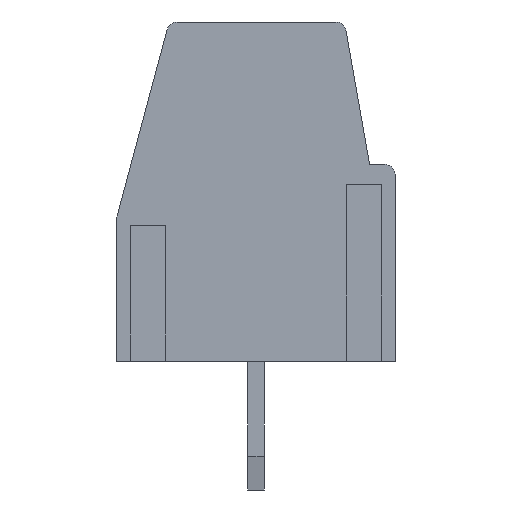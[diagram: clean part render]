
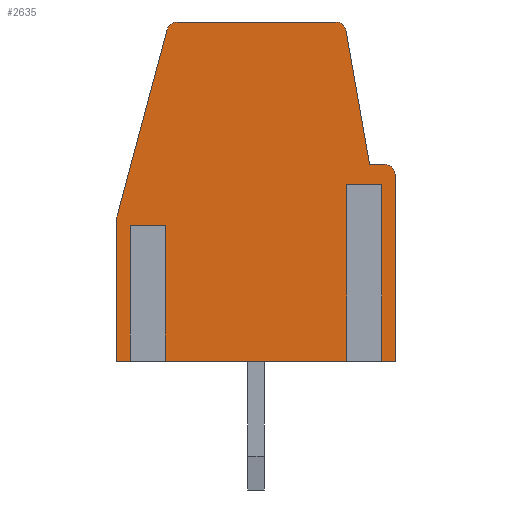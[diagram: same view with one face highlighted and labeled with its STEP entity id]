
A CAD part, left-side view. The second image highlights one B-rep face of the part: STEP entity #2635.
In plain terms, the highlighted planar face has unit normal (-1, 0, 0).
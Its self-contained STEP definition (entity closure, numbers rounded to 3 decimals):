
#1472 = EDGE_CURVE('',#1473,#1475,#1477,.T.);
#1473 = VERTEX_POINT('',#1474);
#1474 = CARTESIAN_POINT('',(-22.859,2.336,10.014));
#1475 = VERTEX_POINT('',#1476);
#1476 = CARTESIAN_POINT('',(-22.859,-2.351,10.014));
#1477 = LINE('',#1478,#1479);
#1478 = CARTESIAN_POINT('',(-22.859,-4.093,10.014));
#1479 = VECTOR('',#1480,1.);
#1480 = DIRECTION('',(0.,-1.,0.));
#2635 = ADVANCED_FACE('',(#2636),#2776,.F.);
#2636 = FACE_BOUND('',#2637,.T.);
#2637 = EDGE_LOOP('',(#2638,#2648,#2656,#2664,#2672,#2680,#2689,#2697,
    #2705,#2712,#2713,#2722,#2730,#2738,#2746,#2754,#2762,#2770));
#2638 = ORIENTED_EDGE('',*,*,#2639,.F.);
#2639 = EDGE_CURVE('',#2640,#2642,#2644,.T.);
#2640 = VERTEX_POINT('',#2641);
#2641 = CARTESIAN_POINT('',(-22.859,-2.881,5.214));
#2642 = VERTEX_POINT('',#2643);
#2643 = CARTESIAN_POINT('',(-22.859,-2.881,0.014));
#2644 = LINE('',#2645,#2646);
#2645 = CARTESIAN_POINT('',(-22.859,-2.881,5.814));
#2646 = VECTOR('',#2647,1.);
#2647 = DIRECTION('',(0.,0.,-1.));
#2648 = ORIENTED_EDGE('',*,*,#2649,.F.);
#2649 = EDGE_CURVE('',#2650,#2640,#2652,.T.);
#2650 = VERTEX_POINT('',#2651);
#2651 = CARTESIAN_POINT('',(-22.859,-3.481,5.214));
#2652 = LINE('',#2653,#2654);
#2653 = CARTESIAN_POINT('',(-22.859,-4.093,5.214));
#2654 = VECTOR('',#2655,1.);
#2655 = DIRECTION('',(0.,1.,0.));
#2656 = ORIENTED_EDGE('',*,*,#2657,.F.);
#2657 = EDGE_CURVE('',#2658,#2650,#2660,.T.);
#2658 = VERTEX_POINT('',#2659);
#2659 = CARTESIAN_POINT('',(-22.859,-3.481,0.014));
#2660 = LINE('',#2661,#2662);
#2661 = CARTESIAN_POINT('',(-22.859,-3.481,5.814));
#2662 = VECTOR('',#2663,1.);
#2663 = DIRECTION('',(0.,0.,1.));
#2664 = ORIENTED_EDGE('',*,*,#2665,.F.);
#2665 = EDGE_CURVE('',#2666,#2658,#2668,.T.);
#2666 = VERTEX_POINT('',#2667);
#2667 = CARTESIAN_POINT('',(-22.859,-4.093,0.014));
#2668 = LINE('',#2669,#2670);
#2669 = CARTESIAN_POINT('',(-22.859,-4.093,0.014));
#2670 = VECTOR('',#2671,1.);
#2671 = DIRECTION('',(0.,1.,0.));
#2672 = ORIENTED_EDGE('',*,*,#2673,.F.);
#2673 = EDGE_CURVE('',#2674,#2666,#2676,.T.);
#2674 = VERTEX_POINT('',#2675);
#2675 = CARTESIAN_POINT('',(-22.859,-4.093,5.514));
#2676 = LINE('',#2677,#2678);
#2677 = CARTESIAN_POINT('',(-22.859,-4.093,5.814));
#2678 = VECTOR('',#2679,1.);
#2679 = DIRECTION('',(0.,0.,-1.));
#2680 = ORIENTED_EDGE('',*,*,#2681,.F.);
#2681 = EDGE_CURVE('',#2682,#2674,#2684,.T.);
#2682 = VERTEX_POINT('',#2683);
#2683 = CARTESIAN_POINT('',(-22.859,-3.793,5.814));
#2684 = CIRCLE('',#2685,0.3);
#2685 = AXIS2_PLACEMENT_3D('',#2686,#2687,#2688);
#2686 = CARTESIAN_POINT('',(-22.859,-3.793,5.514));
#2687 = DIRECTION('',(1.,0.,0.));
#2688 = DIRECTION('',(0.,1.,0.));
#2689 = ORIENTED_EDGE('',*,*,#2690,.F.);
#2690 = EDGE_CURVE('',#2691,#2682,#2693,.T.);
#2691 = VERTEX_POINT('',#2692);
#2692 = CARTESIAN_POINT('',(-22.859,-3.343,5.814));
#2693 = LINE('',#2694,#2695);
#2694 = CARTESIAN_POINT('',(-22.859,-3.343,5.814));
#2695 = VECTOR('',#2696,1.);
#2696 = DIRECTION('',(0.,-1.,0.));
#2697 = ORIENTED_EDGE('',*,*,#2698,.F.);
#2698 = EDGE_CURVE('',#2699,#2691,#2701,.T.);
#2699 = VERTEX_POINT('',#2700);
#2700 = CARTESIAN_POINT('',(-22.859,-2.646,9.766));
#2701 = LINE('',#2702,#2703);
#2702 = CARTESIAN_POINT('',(-22.859,-2.646,9.766));
#2703 = VECTOR('',#2704,1.);
#2704 = DIRECTION('',(0.,-0.174,-0.985));
#2705 = ORIENTED_EDGE('',*,*,#2706,.F.);
#2706 = EDGE_CURVE('',#1475,#2699,#2707,.T.);
#2707 = CIRCLE('',#2708,0.3);
#2708 = AXIS2_PLACEMENT_3D('',#2709,#2710,#2711);
#2709 = CARTESIAN_POINT('',(-22.859,-2.351,9.714));
#2710 = DIRECTION('',(1.,0.,0.));
#2711 = DIRECTION('',(0.,1.,0.));
#2712 = ORIENTED_EDGE('',*,*,#1472,.F.);
#2713 = ORIENTED_EDGE('',*,*,#2714,.F.);
#2714 = EDGE_CURVE('',#2715,#1473,#2717,.T.);
#2715 = VERTEX_POINT('',#2716);
#2716 = CARTESIAN_POINT('',(-22.859,2.626,9.792));
#2717 = CIRCLE('',#2718,0.3);
#2718 = AXIS2_PLACEMENT_3D('',#2719,#2720,#2721);
#2719 = CARTESIAN_POINT('',(-22.859,2.336,9.714));
#2720 = DIRECTION('',(1.,0.,0.));
#2721 = DIRECTION('',(0.,1.,0.));
#2722 = ORIENTED_EDGE('',*,*,#2723,.F.);
#2723 = EDGE_CURVE('',#2724,#2715,#2726,.T.);
#2724 = VERTEX_POINT('',#2725);
#2725 = CARTESIAN_POINT('',(-22.859,4.107,4.264));
#2726 = LINE('',#2727,#2728);
#2727 = CARTESIAN_POINT('',(-22.859,4.107,4.264));
#2728 = VECTOR('',#2729,1.);
#2729 = DIRECTION('',(0.,-0.259,0.966));
#2730 = ORIENTED_EDGE('',*,*,#2731,.F.);
#2731 = EDGE_CURVE('',#2732,#2724,#2734,.T.);
#2732 = VERTEX_POINT('',#2733);
#2733 = CARTESIAN_POINT('',(-22.859,4.107,0.014));
#2734 = LINE('',#2735,#2736);
#2735 = CARTESIAN_POINT('',(-22.859,4.107,0.014));
#2736 = VECTOR('',#2737,1.);
#2737 = DIRECTION('',(0.,0.,1.));
#2738 = ORIENTED_EDGE('',*,*,#2739,.F.);
#2739 = EDGE_CURVE('',#2740,#2732,#2742,.T.);
#2740 = VERTEX_POINT('',#2741);
#2741 = CARTESIAN_POINT('',(-22.859,3.494,0.014));
#2742 = LINE('',#2743,#2744);
#2743 = CARTESIAN_POINT('',(-22.859,-4.093,0.014));
#2744 = VECTOR('',#2745,1.);
#2745 = DIRECTION('',(0.,1.,0.));
#2746 = ORIENTED_EDGE('',*,*,#2747,.F.);
#2747 = EDGE_CURVE('',#2748,#2740,#2750,.T.);
#2748 = VERTEX_POINT('',#2749);
#2749 = CARTESIAN_POINT('',(-22.859,3.494,4.014));
#2750 = LINE('',#2751,#2752);
#2751 = CARTESIAN_POINT('',(-22.859,3.494,5.814));
#2752 = VECTOR('',#2753,1.);
#2753 = DIRECTION('',(0.,0.,-1.));
#2754 = ORIENTED_EDGE('',*,*,#2755,.F.);
#2755 = EDGE_CURVE('',#2756,#2748,#2758,.T.);
#2756 = VERTEX_POINT('',#2757);
#2757 = CARTESIAN_POINT('',(-22.859,2.894,4.014));
#2758 = LINE('',#2759,#2760);
#2759 = CARTESIAN_POINT('',(-22.859,-4.093,4.014));
#2760 = VECTOR('',#2761,1.);
#2761 = DIRECTION('',(0.,1.,0.));
#2762 = ORIENTED_EDGE('',*,*,#2763,.F.);
#2763 = EDGE_CURVE('',#2764,#2756,#2766,.T.);
#2764 = VERTEX_POINT('',#2765);
#2765 = CARTESIAN_POINT('',(-22.859,2.894,0.014));
#2766 = LINE('',#2767,#2768);
#2767 = CARTESIAN_POINT('',(-22.859,2.894,5.814));
#2768 = VECTOR('',#2769,1.);
#2769 = DIRECTION('',(0.,0.,1.));
#2770 = ORIENTED_EDGE('',*,*,#2771,.F.);
#2771 = EDGE_CURVE('',#2642,#2764,#2772,.T.);
#2772 = LINE('',#2773,#2774);
#2773 = CARTESIAN_POINT('',(-22.859,-4.093,0.014));
#2774 = VECTOR('',#2775,1.);
#2775 = DIRECTION('',(0.,1.,0.));
#2776 = PLANE('',#2777);
#2777 = AXIS2_PLACEMENT_3D('',#2778,#2779,#2780);
#2778 = CARTESIAN_POINT('',(-22.859,-4.093,5.814));
#2779 = DIRECTION('',(1.,0.,0.));
#2780 = DIRECTION('',(0.,1.,0.));
